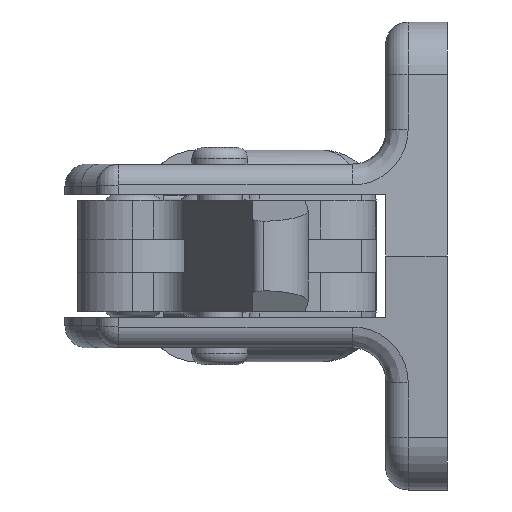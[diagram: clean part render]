
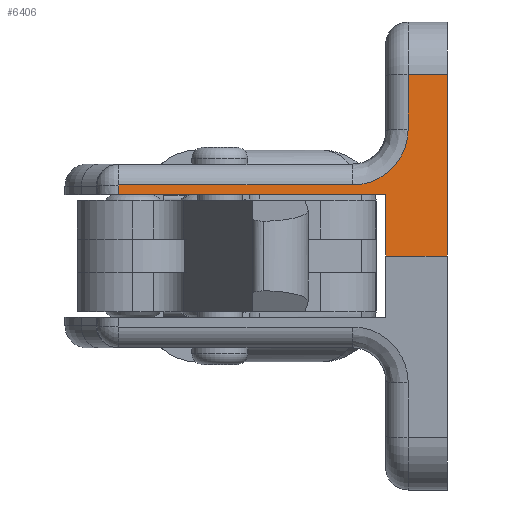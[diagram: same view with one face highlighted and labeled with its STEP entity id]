
A CAD part, left-side view. The second image highlights one B-rep face of the part: STEP entity #6406.
In plain terms, the highlighted planar face has unit normal (-0.998, 0, 0.061).
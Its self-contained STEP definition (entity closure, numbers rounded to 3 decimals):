
#754 = ORIENTED_EDGE ( 'NONE', *, *, #5765, .F. ) ;
#940 = ORIENTED_EDGE ( 'NONE', *, *, #6003, .T. ) ;
#1024 = ORIENTED_EDGE ( 'NONE', *, *, #5996, .T. ) ;
#1068 = ORIENTED_EDGE ( 'NONE', *, *, #5998, .T. ) ;
#1161 = VERTEX_POINT ( 'NONE', #13028 ) ;
#1182 = VERTEX_POINT ( 'NONE', #13613 ) ;
#1198 = VERTEX_POINT ( 'NONE', #13597 ) ;
#1205 = VERTEX_POINT ( 'NONE', #13590 ) ;
#1372 = VERTEX_POINT ( 'NONE', #13413 ) ;
#1490 = VERTEX_POINT ( 'NONE', #13292 ) ;
#1501 = VERTEX_POINT ( 'NONE', #13281 ) ;
#1656 = VERTEX_POINT ( 'NONE', #13119 ) ;
#1937 = CARTESIAN_POINT ( 'NONE',  ( 0., -30.5, 0. ) ) ;
#1947 = PLANE ( 'NONE',  #24766 ) ;
#1956 = DIRECTION ( 'NONE',  ( 0.998, 0., -0.061 ) ) ;
#1983 = DIRECTION ( 'NONE',  ( -0.061, 0., -0.998 ) ) ;
#5036 = VECTOR ( 'NONE', #22297, 1000. ) ;
#5054 = LINE ( 'NONE', #22349, #5115 ) ;
#5092 = VECTOR ( 'NONE', #9962, 1000. ) ;
#5115 = VECTOR ( 'NONE', #22347, 1000. ) ;
#5117 = LINE ( 'NONE', #9967, #5092 ) ;
#5132 = VECTOR ( 'NONE', #22309, 1000. ) ;
#5148 = VECTOR ( 'NONE', #22319, 1000. ) ;
#5152 = LINE ( 'NONE', #22352, #5355 ) ;
#5176 = LINE ( 'NONE', #22317, #5132 ) ;
#5187 = FACE_OUTER_BOUND ( 'NONE', #10253, .T. ) ;
#5199 = LINE ( 'NONE', #22298, #5036 ) ;
#5355 = VECTOR ( 'NONE', #22366, 1000. ) ;
#5554 = LINE ( 'NONE', #22320, #5148 ) ;
#5630 = LINE ( 'NONE', #22301, #5656 ) ;
#5656 = VECTOR ( 'NONE', #22299, 1000. ) ;
#5765 = EDGE_CURVE ( 'NONE', #1656, #1205, #5117, .T. ) ;
#5991 = EDGE_CURVE ( 'NONE', #6251, #1501, #5054, .T. ) ;
#5993 = EDGE_CURVE ( 'NONE', #1198, #1501, #5152, .T. ) ;
#5996 = EDGE_CURVE ( 'NONE', #1161, #1182, #23936, .T. ) ;
#5998 = EDGE_CURVE ( 'NONE', #1490, #1161, #5554, .T. ) ;
#6000 = EDGE_CURVE ( 'NONE', #1205, #6251, #5176, .T. ) ;
#6001 = EDGE_CURVE ( 'NONE', #1372, #1198, #23860, .T. ) ;
#6002 = EDGE_CURVE ( 'NONE', #1182, #1372, #5630, .T. ) ;
#6003 = EDGE_CURVE ( 'NONE', #1656, #1490, #5199, .T. ) ;
#6251 = VERTEX_POINT ( 'NONE', #22206 ) ;
#6406 = ADVANCED_FACE ( 'NONE', ( #5187 ), #1947, .F. ) ;
#9962 = DIRECTION ( 'NONE',  ( -0.061, 0., -0.998 ) ) ;
#9967 = CARTESIAN_POINT ( 'NONE',  ( 1.4, 0., 22.884 ) ) ;
#10253 = EDGE_LOOP ( 'NONE', ( #10807, #10806, #10805, #10804, #10803, #754, #940, #1068, #1024 ) ) ;
#10803 = ORIENTED_EDGE ( 'NONE', *, *, #6000, .F. ) ;
#10804 = ORIENTED_EDGE ( 'NONE', *, *, #5991, .F. ) ;
#10805 = ORIENTED_EDGE ( 'NONE', *, *, #5993, .T. ) ;
#10806 = ORIENTED_EDGE ( 'NONE', *, *, #6001, .T. ) ;
#10807 = ORIENTED_EDGE ( 'NONE', *, *, #6002, .T. ) ;
#13028 = CARTESIAN_POINT ( 'NONE',  ( 0.696, 3.5, 11.372 ) ) ;
#13119 = CARTESIAN_POINT ( 'NONE',  ( 0.997, 0., 16.305 ) ) ;
#13281 = CARTESIAN_POINT ( 'NONE',  ( 0.336, 5.5, 5.5 ) ) ;
#13292 = CARTESIAN_POINT ( 'NONE',  ( 0.997, 3.5, 16.305 ) ) ;
#13413 = CARTESIAN_POINT ( 'NONE',  ( 0.39, 29.487, 6.372 ) ) ;
#13590 = CARTESIAN_POINT ( 'NONE',  ( 0., 0., 0. ) ) ;
#13597 = CARTESIAN_POINT ( 'NONE',  ( 0.336, 29.471, 5.5 ) ) ;
#13613 = CARTESIAN_POINT ( 'NONE',  ( 0.39, 8.5, 6.372 ) ) ;
#22206 = CARTESIAN_POINT ( 'NONE',  ( 0., 5.5, 0. ) ) ;
#22297 = DIRECTION ( 'NONE',  ( 0., 1., 0. ) ) ;
#22298 = CARTESIAN_POINT ( 'NONE',  ( 0.997, -30.5, 16.305 ) ) ;
#22299 = DIRECTION ( 'NONE',  ( 0., 1., 0. ) ) ;
#22301 = CARTESIAN_POINT ( 'NONE',  ( 0.39, -30.5, 6.372 ) ) ;
#22303 = CARTESIAN_POINT ( 'NONE',  ( 0.336, 29.471, 5.5 ) ) ;
#22304 = CARTESIAN_POINT ( 'NONE',  ( 0.354, 29.477, 5.786 ) ) ;
#22309 = DIRECTION ( 'NONE',  ( 0., 1., 0. ) ) ;
#22316 = CARTESIAN_POINT ( 'NONE',  ( 0.372, 29.483, 6.077 ) ) ;
#22317 = CARTESIAN_POINT ( 'NONE',  ( 0., -30.5, 0. ) ) ;
#22318 = CARTESIAN_POINT ( 'NONE',  ( 0.39, 29.487, 6.372 ) ) ;
#22319 = DIRECTION ( 'NONE',  ( -0.061, 0., -0.998 ) ) ;
#22320 = CARTESIAN_POINT ( 'NONE',  ( 0., 3.5, 0. ) ) ;
#22324 = CARTESIAN_POINT ( 'NONE',  ( 0.39, 8.5, 6.372 ) ) ;
#22327 = CARTESIAN_POINT ( 'NONE',  ( 0.39, 5.571, 6.372 ) ) ;
#22339 = CARTESIAN_POINT ( 'NONE',  ( 0.516, 3.5, 8.443 ) ) ;
#22341 = CARTESIAN_POINT ( 'NONE',  ( 0.696, 3.5, 11.372 ) ) ;
#22347 = DIRECTION ( 'NONE',  ( 0.061, 0., 0.998 ) ) ;
#22349 = CARTESIAN_POINT ( 'NONE',  ( 0.151, 5.5, 2.461 ) ) ;
#22352 = CARTESIAN_POINT ( 'NONE',  ( 0.336, 0., 5.5 ) ) ;
#22366 = DIRECTION ( 'NONE',  ( 0., -1., 0. ) ) ;
#23860 =( BOUNDED_CURVE ( )  B_SPLINE_CURVE ( 3, ( #22318, #22316, #22304, #22303 ),
 .UNSPECIFIED., .F., .T. ) 
 B_SPLINE_CURVE_WITH_KNOTS ( ( 4, 4 ),
 ( 4.942, 5.054 ),
 .UNSPECIFIED. ) 
 CURVE ( )  GEOMETRIC_REPRESENTATION_ITEM ( )  RATIONAL_B_SPLINE_CURVE ( ( 1., 0.999, 0.999, 1. ) ) 
 REPRESENTATION_ITEM ( '' )  );
#23936 =( BOUNDED_CURVE ( )  B_SPLINE_CURVE ( 3, ( #22341, #22339, #22327, #22324 ),
 .UNSPECIFIED., .F., .F. ) 
 B_SPLINE_CURVE_WITH_KNOTS ( ( 4, 4 ),
 ( 1.571, 3.142 ),
 .UNSPECIFIED. ) 
 CURVE ( )  GEOMETRIC_REPRESENTATION_ITEM ( )  RATIONAL_B_SPLINE_CURVE ( ( 1., 0.805, 0.805, 1. ) ) 
 REPRESENTATION_ITEM ( '' )  );
#24766 = AXIS2_PLACEMENT_3D ( 'NONE', #1937, #1956, #1983 ) ;
